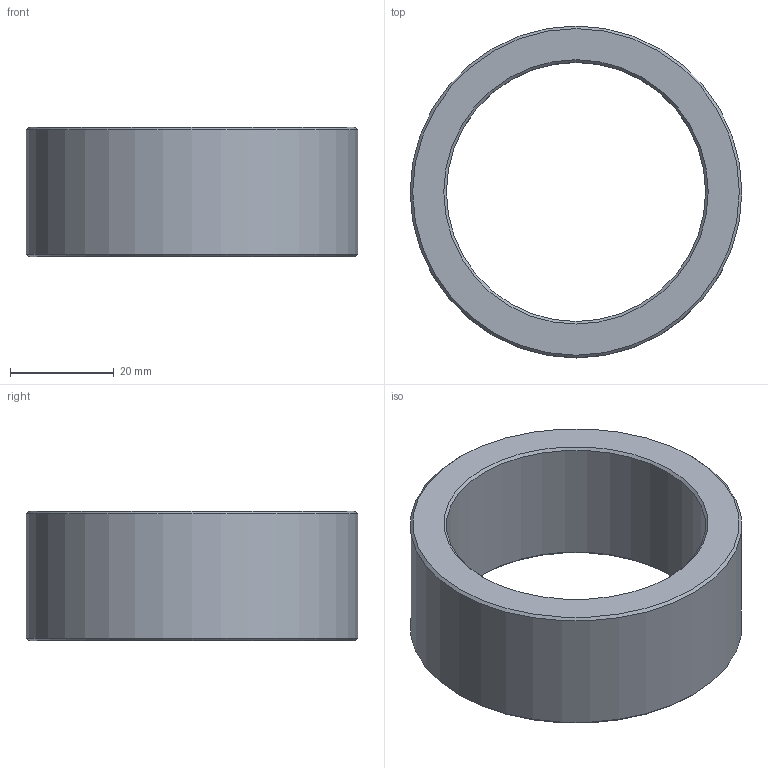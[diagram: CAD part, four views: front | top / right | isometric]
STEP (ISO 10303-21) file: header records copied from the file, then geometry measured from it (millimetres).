
FILE_DESCRIPTION( ('This file contains a STEP AP42 implementation' ,'as created by ZW3D STEP Interface translator.' ,'') ,'2;1' );
FILE_NAME( '主动轴小端套筒.ipt.stp' ,'251027.114757', (''), ('ZWCAD Software Co.'), 'Version 1.0', 'ZW3D to STEP translator', '' );
FILE_SCHEMA(('AUTOMOTIVE_DESIGN { 1 0 10303 214 1 1 1 1 }'));
Length unit declared in the file: millimetre
Products named in the file (1): 0
Bounding box: 64 x 64 x 25 mm (x, y, z)
Volume: 31247.9 mm3; surface area: 11250.7 mm2
Topology: 1 solids, 1 shells, 8 faces, 22 edges, 16 vertices
Faces by surface type: cone 4, plane 2, cylinder 2
Full cylindrical faces by diameter (mm): 50 x1, 64 x1
Entity records: 306 total; most frequent: DIRECTION 56, CARTESIAN_POINT 47, ORIENTED_EDGE 44, AXIS2_PLACEMENT_3D 25, EDGE_CURVE 22, VERTEX_POINT 16, CIRCLE 16, EDGE_LOOP 10
